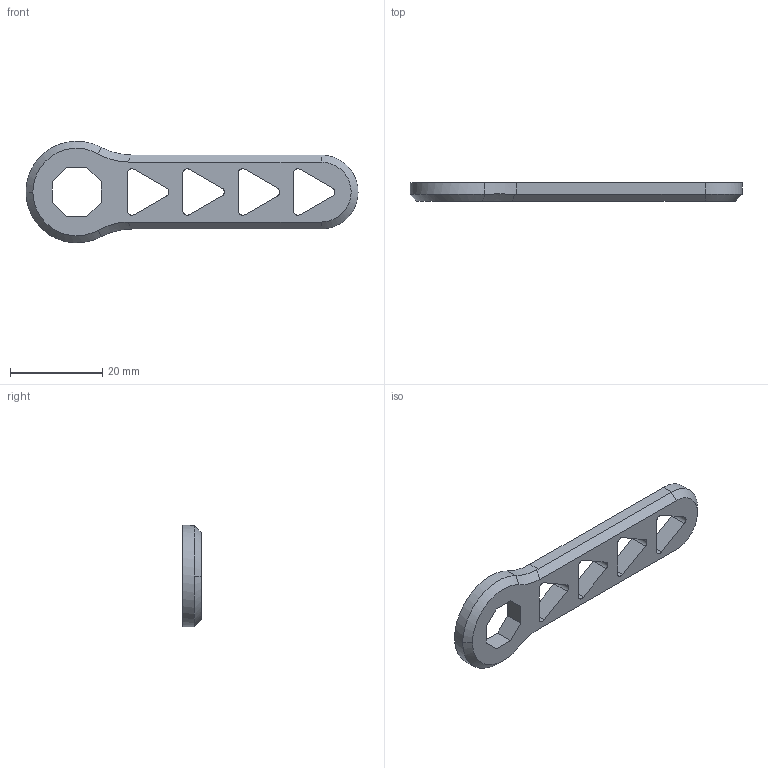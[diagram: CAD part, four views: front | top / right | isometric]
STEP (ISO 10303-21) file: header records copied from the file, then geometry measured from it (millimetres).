
FILE_DESCRIPTION(/* description */ (''),/* implementation_level */ '2;1');
FILE_NAME(/* name */ 'RGB&HE~1',/* time_stamp */ '2018-03-11T19:40:55+01:00',/* author */ (''),/* organization */ (''),/* preprocessor_version */ 'ST-DEVELOPER v15',/* originating_system */ '',/* authorisation */ '');
FILE_SCHEMA (('AUTOMOTIVE_DESIGN'));
Length unit declared in the file: millimetre
Products named in the file (1): Document
Bounding box: 72 x 4 x 21.98 mm (x, y, z)
Volume: 2041.8 mm3; surface area: 3774.1 mm2
Topology: 1 solids, 1 shells, 110 faces, 314 edges, 208 vertices
Faces by surface type: plane 60, bspline 50
Entity records: 4010 total; most frequent: CARTESIAN_POINT 2095, ORIENTED_EDGE 628, EDGE_CURVE 314, VERTEX_POINT 208, B_SPLINE_CURVE_WITH_KNOTS 206, EDGE_LOOP 122, ADVANCED_FACE 110, FACE_OUTER_BOUND 110
